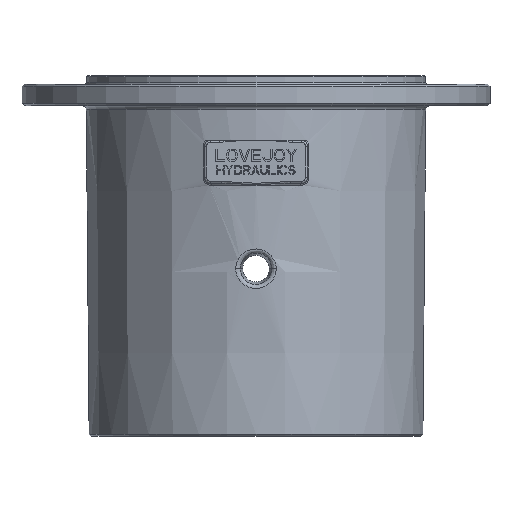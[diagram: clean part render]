
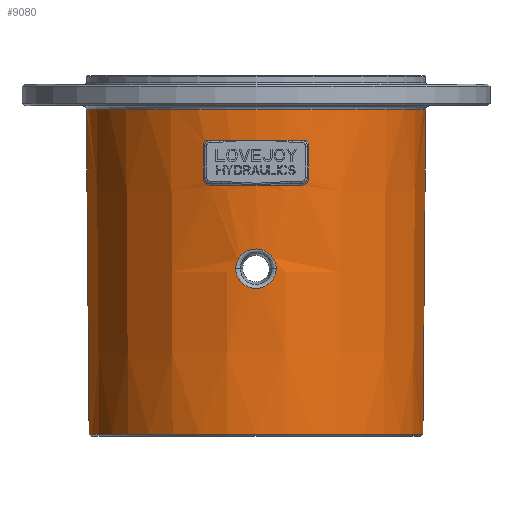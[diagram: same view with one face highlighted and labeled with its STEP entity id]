
A CAD part, left-side view. The second image highlights one B-rep face of the part: STEP entity #9080.
In plain terms, the highlighted conical face has half-angle 0.5 degrees and reference radius 62.202 mm.
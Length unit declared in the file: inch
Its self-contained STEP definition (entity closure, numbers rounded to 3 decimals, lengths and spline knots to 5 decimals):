
#126=CARTESIAN_POINT('',(-2.43166,-0.29357,
-2.87045));
#127=CARTESIAN_POINT('',(-2.43146,-0.29357,
-2.89345));
#128=CARTESIAN_POINT('',(-2.43173,-0.28814,
-2.93823));
#129=CARTESIAN_POINT('',(-2.43401,-0.26336,
-3.00386));
#130=CARTESIAN_POINT('',(-2.43758,-0.22339,
-3.0615));
#131=CARTESIAN_POINT('',(-2.44156,-0.17003,
-3.10861));
#132=CARTESIAN_POINT('',(-2.44494,-0.10643,
-3.14181));
#133=CARTESIAN_POINT('',(-2.44687,-0.03653,
-3.15897));
#134=CARTESIAN_POINT('',(-2.44689,0.03554,
-3.15911));
#135=CARTESIAN_POINT('',(-2.44497,0.10585,
-3.14205));
#136=CARTESIAN_POINT('',(-2.44158,0.16965,
-3.10889));
#137=CARTESIAN_POINT('',(-2.4376,0.22323,
-3.0617));
#138=CARTESIAN_POINT('',(-2.43401,0.26335,
-3.0039));
#139=CARTESIAN_POINT('',(-2.43173,0.28813,
-2.93829));
#140=CARTESIAN_POINT('',(-2.43146,0.29356,
-2.89347));
#141=CARTESIAN_POINT('',(-2.43166,0.29357,
-2.87045));
#143=CARTESIAN_POINT('',(-2.43166,0.29357,
-2.87045));
#144=CARTESIAN_POINT('',(-2.43186,0.29358,
-2.84742));
#145=CARTESIAN_POINT('',(-2.43291,0.28816,
-2.80259));
#146=CARTESIAN_POINT('',(-2.43636,0.26335,
-2.73686));
#147=CARTESIAN_POINT('',(-2.44094,0.2233,
-2.67915));
#148=CARTESIAN_POINT('',(-2.44574,0.16988,
-2.63203));
#149=CARTESIAN_POINT('',(-2.44969,0.10628,
-2.59889));
#150=CARTESIAN_POINT('',(-2.45191,0.03643,
-2.58177));
#151=CARTESIAN_POINT('',(-2.45193,-0.03548,
-2.58164));
#152=CARTESIAN_POINT('',(-2.44972,-0.10572,
-2.59865));
#153=CARTESIAN_POINT('',(-2.44577,-0.16952,
-2.63177));
#154=CARTESIAN_POINT('',(-2.44096,-0.22316,
-2.67896));
#155=CARTESIAN_POINT('',(-2.43636,-0.26334,
-2.73684));
#156=CARTESIAN_POINT('',(-2.43292,-0.28816,
-2.80256));
#157=CARTESIAN_POINT('',(-2.43186,-0.29358,
-2.84741));
#158=CARTESIAN_POINT('',(-2.43166,-0.29357,
-2.87045));
#160=CARTESIAN_POINT('',(-2.34129,-0.77062,
-1.08974));
#161=CARTESIAN_POINT('',(-2.34137,-0.77062,
-1.08125));
#162=CARTESIAN_POINT('',(-2.3421,-0.76887,
-1.06465));
#163=CARTESIAN_POINT('',(-2.34484,-0.76118,
-1.04056));
#164=CARTESIAN_POINT('',(-2.34913,-0.7485,
-1.0184));
#165=CARTESIAN_POINT('',(-2.3528,-0.73721,
-1.00579));
#166=CARTESIAN_POINT('',(-2.35485,-0.73077,
-1.));
#168=CARTESIAN_POINT('',(-2.35485,0.73078,
-1.));
#169=CARTESIAN_POINT('',(-2.3528,0.73723,
-1.0058));
#170=CARTESIAN_POINT('',(-2.34911,0.74854,
-1.01846));
#171=CARTESIAN_POINT('',(-2.34481,0.76125,
-1.04069));
#172=CARTESIAN_POINT('',(-2.34208,0.76891,
-1.06487));
#173=CARTESIAN_POINT('',(-2.34137,0.77062,
-1.08134));
#174=CARTESIAN_POINT('',(-2.34129,0.77062,
-1.08974));
#176=DIRECTION('',(0.009,0.,-1.));
#177=VECTOR('',#176,0.45002);
#178=CARTESIAN_POINT('',(-2.34129,0.77062,
-1.08974));
#179=LINE('',#178,#177);
#180=CARTESIAN_POINT('',(-2.33716,0.77061,
-1.53974));
#181=CARTESIAN_POINT('',(-2.33706,0.77061,
-1.5502));
#182=CARTESIAN_POINT('',(-2.33774,0.768,
-1.5704));
#183=CARTESIAN_POINT('',(-2.34126,0.75644,
-1.59945));
#184=CARTESIAN_POINT('',(-2.34702,0.7377,
-1.62468));
#185=CARTESIAN_POINT('',(-2.3545,0.71292,
-1.64438));
#186=CARTESIAN_POINT('',(-2.36316,0.68333,
-1.65694));
#187=CARTESIAN_POINT('',(-2.36894,0.66275,
-1.65974));
#188=CARTESIAN_POINT('',(-2.37189,0.65205,
-1.65974));
#190=CARTESIAN_POINT('',(-2.37189,-0.65205,
-1.65974));
#191=CARTESIAN_POINT('',(-2.36891,-0.66287,
-1.65974));
#192=CARTESIAN_POINT('',(-2.36307,-0.68363,
-1.65686));
#193=CARTESIAN_POINT('',(-2.35444,-0.71314,
-1.64426));
#194=CARTESIAN_POINT('',(-2.34695,-0.73792,
-1.62445));
#195=CARTESIAN_POINT('',(-2.34122,-0.75657,
-1.59922));
#196=CARTESIAN_POINT('',(-2.33772,-0.76808,
-1.57004));
#197=CARTESIAN_POINT('',(-2.33707,-0.77061,
-1.55005));
#198=CARTESIAN_POINT('',(-2.33716,-0.77061,
-1.53974));
#200=DIRECTION('',(-0.009,0.,1.));
#201=VECTOR('',#200,0.45002);
#202=CARTESIAN_POINT('',(-2.33716,-0.77061,
-1.53974));
#203=LINE('',#202,#201);
#204=CARTESIAN_POINT('',(0.,0.,-5.27974));
#205=DIRECTION('',(0.,0.,1.));
#206=DIRECTION('',(0.,1.,0.));
#207=AXIS2_PLACEMENT_3D('',#204,#205,#206);
#209=CARTESIAN_POINT('',(0.,0.,-0.55948));
#210=DIRECTION('',(0.,0.,1.));
#211=DIRECTION('',(0.,1.,0.));
#212=AXIS2_PLACEMENT_3D('',#209,#210,#211);
#707=DIRECTION('',(0.,-0.009,1.));
#708=VECTOR('',#707,4.72044);
#709=CARTESIAN_POINT('',(0.,-2.42829,-5.27974));
#710=LINE('',#709,#708);
#716=DIRECTION('',(0.,-0.009,-1.));
#717=VECTOR('',#716,4.72044);
#718=CARTESIAN_POINT('',(0.,2.46948,-0.55948));
#719=LINE('',#718,#717);
#2367=CARTESIAN_POINT('',(0.,0.,-1.));
#2368=DIRECTION('',(0.,0.,1.));
#2369=DIRECTION('',(-0.955,0.296,0.));
#2370=AXIS2_PLACEMENT_3D('',#2367,#2368,#2369);
#6963=CARTESIAN_POINT('',(0.,0.,-1.65974));
#6964=DIRECTION('',(0.,0.,-1.));
#6965=DIRECTION('',(-0.964,-0.265,0.));
#6966=AXIS2_PLACEMENT_3D('',#6963,#6964,#6965);
#7112=VERTEX_POINT('',#126);
#7113=VERTEX_POINT('',#141);
#7120=VERTEX_POINT('',#190);
#7121=VERTEX_POINT('',#198);
#7124=CARTESIAN_POINT('',(-2.34129,-0.77062,
-1.08974));
#7125=VERTEX_POINT('',#7124);
#7127=VERTEX_POINT('',#180);
#7128=VERTEX_POINT('',#188);
#7131=CARTESIAN_POINT('',(-2.34129,0.77062,
-1.08974));
#7132=VERTEX_POINT('',#7131);
#8633=CARTESIAN_POINT('',(0.,2.46948,-0.55948));
#8635=VERTEX_POINT('',#8633);
#8637=CARTESIAN_POINT('',(0.,-2.46948,-0.55948));
#8639=VERTEX_POINT('',#8637);
#8700=CARTESIAN_POINT('',(0.,2.42829,-5.27974));
#8701=CARTESIAN_POINT('',(0.,-2.42829,-5.27974));
#8702=VERTEX_POINT('',#8700);
#8703=VERTEX_POINT('',#8701);
#8712=CARTESIAN_POINT('',(-2.35485,0.73078,
-1.));
#8713=CARTESIAN_POINT('',(-2.35485,-0.73077,
-1.));
#8714=VERTEX_POINT('',#8712);
#8715=VERTEX_POINT('',#8713);
#9042=CARTESIAN_POINT('',(0.,0.,-2.91961));
#9043=DIRECTION('',(0.,0.,1.));
#9044=DIRECTION('',(0.,1.,0.));
#9045=AXIS2_PLACEMENT_3D('',#9042,#9043,#9044);
#9046=CONICAL_SURFACE('',#9045,2.44888,0.5);
#9048=ORIENTED_EDGE('',*,*,#9047,.F.);
#9050=ORIENTED_EDGE('',*,*,#9049,.F.);
#9051=ORIENTED_EDGE('',*,*,#9037,.T.);
#9053=ORIENTED_EDGE('',*,*,#9052,.F.);
#9054=EDGE_LOOP('',(#9048,#9050,#9051,#9053));
#9055=FACE_OUTER_BOUND('',#9054,.F.);
#9057=ORIENTED_EDGE('',*,*,#9056,.T.);
#9059=ORIENTED_EDGE('',*,*,#9058,.F.);
#9061=ORIENTED_EDGE('',*,*,#9060,.T.);
#9063=ORIENTED_EDGE('',*,*,#9062,.T.);
#9065=ORIENTED_EDGE('',*,*,#9064,.T.);
#9067=ORIENTED_EDGE('',*,*,#9066,.F.);
#9069=ORIENTED_EDGE('',*,*,#9068,.T.);
#9071=ORIENTED_EDGE('',*,*,#9070,.T.);
#9072=EDGE_LOOP('',(#9057,#9059,#9061,#9063,#9065,#9067,#9069,#9071));
#9073=FACE_BOUND('',#9072,.F.);
#9075=ORIENTED_EDGE('',*,*,#9074,.F.);
#9077=ORIENTED_EDGE('',*,*,#9076,.F.);
#9078=EDGE_LOOP('',(#9075,#9077));
#9079=FACE_BOUND('',#9078,.F.);
#9080=ADVANCED_FACE('',(#9055,#9073,#9079),#9046,.T.);
#142=B_SPLINE_CURVE_WITH_KNOTS('',3,(#126,#127,#128,#129,#130,#131,#132,#133,
#134,#135,#136,#137,#138,#139,#140,#141),.UNSPECIFIED.,.F.,.F.,(4,1,1,1,1,1,1,1,
1,1,1,1,1,4),(0.,0.07692,0.15385,0.23077,
0.30769,0.38462,0.46154,0.53846,
0.61538,0.69231,0.76923,0.84615,
0.92308,1.),.UNSPECIFIED.);
#159=B_SPLINE_CURVE_WITH_KNOTS('',3,(#143,#144,#145,#146,#147,#148,#149,#150,
#151,#152,#153,#154,#155,#156,#157,#158),.UNSPECIFIED.,.F.,.F.,(4,1,1,1,1,1,1,1,
1,1,1,1,1,4),(0.,0.07692,0.15385,0.23077,
0.30769,0.38462,0.46154,0.53846,
0.61538,0.69231,0.76923,0.84615,
0.92308,1.),.UNSPECIFIED.);
#167=B_SPLINE_CURVE_WITH_KNOTS('',3,(#160,#161,#162,#163,#164,#165,#166),
.UNSPECIFIED.,.F.,.F.,(4,1,1,1,4),(0.,0.25,0.5,0.75,1.),
.UNSPECIFIED.);
#175=B_SPLINE_CURVE_WITH_KNOTS('',3,(#168,#169,#170,#171,#172,#173,#174),
.UNSPECIFIED.,.F.,.F.,(4,1,1,1,4),(0.,0.25,0.5,0.75,1.),
.UNSPECIFIED.);
#189=B_SPLINE_CURVE_WITH_KNOTS('',3,(#180,#181,#182,#183,#184,#185,#186,#187,
#188),.UNSPECIFIED.,.F.,.F.,(4,1,1,1,1,1,4),(0.,0.16667,
0.33333,0.5,0.66667,0.83333,1.),
.UNSPECIFIED.);
#199=B_SPLINE_CURVE_WITH_KNOTS('',3,(#190,#191,#192,#193,#194,#195,#196,#197,
#198),.UNSPECIFIED.,.F.,.F.,(4,1,1,1,1,1,4),(0.,0.16667,
0.33333,0.5,0.66667,0.83333,1.),
.UNSPECIFIED.);
#208=CIRCLE('',#207,2.42829);
#213=CIRCLE('',#212,2.46948);
#2371=CIRCLE('',#2370,2.46564);
#6967=CIRCLE('',#6966,2.45988);
#9037=EDGE_CURVE('',#8635,#8639,#213,.T.);
#9047=EDGE_CURVE('',#8702,#8703,#208,.T.);
#9049=EDGE_CURVE('',#8635,#8702,#719,.T.);
#9052=EDGE_CURVE('',#8703,#8639,#710,.T.);
#9056=EDGE_CURVE('',#7125,#8715,#167,.T.);
#9058=EDGE_CURVE('',#8714,#8715,#2371,.T.);
#9060=EDGE_CURVE('',#8714,#7132,#175,.T.);
#9062=EDGE_CURVE('',#7132,#7127,#179,.T.);
#9064=EDGE_CURVE('',#7127,#7128,#189,.T.);
#9066=EDGE_CURVE('',#7120,#7128,#6967,.T.);
#9068=EDGE_CURVE('',#7120,#7121,#199,.T.);
#9070=EDGE_CURVE('',#7121,#7125,#203,.T.);
#9074=EDGE_CURVE('',#7112,#7113,#142,.T.);
#9076=EDGE_CURVE('',#7113,#7112,#159,.T.);
